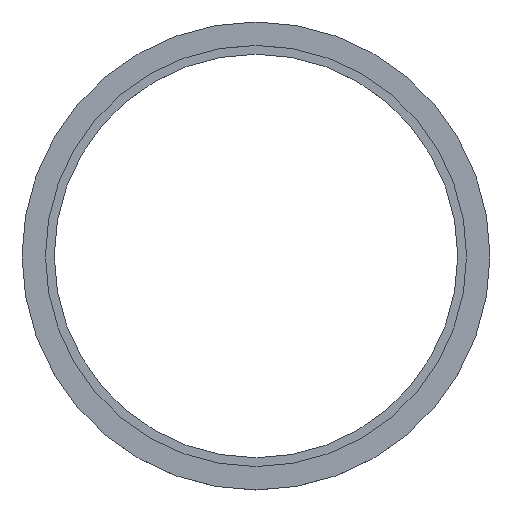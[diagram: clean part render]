
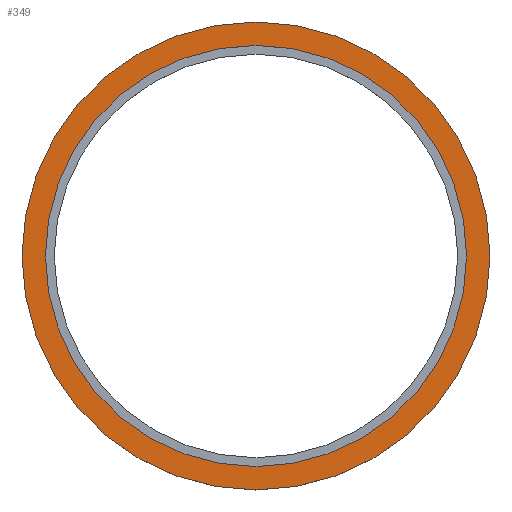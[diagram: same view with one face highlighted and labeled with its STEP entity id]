
A CAD part, top view. The second image highlights one B-rep face of the part: STEP entity #349.
In plain terms, the highlighted planar face has unit normal (0, 0, 1).
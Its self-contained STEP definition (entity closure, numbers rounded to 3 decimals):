
#3 = AXIS2_PLACEMENT_3D ( 'NONE', #593, #28, #64 ) ;
#6 = CARTESIAN_POINT ( 'NONE',  ( -145., 0., 0. ) ) ;
#13 = ORIENTED_EDGE ( 'NONE', *, *, #546, .F. ) ;
#28 = DIRECTION ( 'NONE',  ( 0., 0., 1. ) ) ;
#60 = VERTEX_POINT ( 'NONE', #474 ) ;
#64 = DIRECTION ( 'NONE',  ( 1., 0., 0. ) ) ;
#76 = VERTEX_POINT ( 'NONE', #388 ) ;
#79 = DIRECTION ( 'NONE',  ( 1., 0., 0. ) ) ;
#81 = DIRECTION ( 'NONE',  ( 0., 0., 1. ) ) ;
#85 = CARTESIAN_POINT ( 'NONE',  ( 0., 0., 0. ) ) ;
#105 = CIRCLE ( 'NONE', #364, 130.5 ) ;
#169 = AXIS2_PLACEMENT_3D ( 'NONE', #423, #235, #239 ) ;
#235 = DIRECTION ( 'NONE',  ( 0., 0., 1. ) ) ;
#239 = DIRECTION ( 'NONE',  ( 1., 0., 0. ) ) ;
#249 = CIRCLE ( 'NONE', #330, 145. ) ;
#272 = DIRECTION ( 'NONE',  ( 1., 0., 0. ) ) ;
#276 = DIRECTION ( 'NONE',  ( 0., 0., 1. ) ) ;
#278 = CARTESIAN_POINT ( 'NONE',  ( 0., 0., 0. ) ) ;
#301 = DIRECTION ( 'NONE',  ( -1., 0., 0. ) ) ;
#308 = ORIENTED_EDGE ( 'NONE', *, *, #488, .T. ) ;
#309 = EDGE_LOOP ( 'NONE', ( #470, #308 ) ) ;
#311 = PLANE ( 'NONE',  #481 ) ;
#323 = EDGE_LOOP ( 'NONE', ( #13, #333 ) ) ;
#330 = AXIS2_PLACEMENT_3D ( 'NONE', #278, #276, #272 ) ;
#333 = ORIENTED_EDGE ( 'NONE', *, *, #458, .F. ) ;
#345 = DIRECTION ( 'NONE',  ( 0., 0., -1. ) ) ;
#349 = ADVANCED_FACE ( 'NONE', ( #460, #479 ), #311, .F. ) ;
#351 = VERTEX_POINT ( 'NONE', #361 ) ;
#361 = CARTESIAN_POINT ( 'NONE',  ( -130.5, 0., 0. ) ) ;
#364 = AXIS2_PLACEMENT_3D ( 'NONE', #85, #81, #79 ) ;
#366 = CARTESIAN_POINT ( 'NONE',  ( 0., 130.5, 0. ) ) ;
#367 = CIRCLE ( 'NONE', #169, 145. ) ;
#388 = CARTESIAN_POINT ( 'NONE',  ( 145., 0., 0. ) ) ;
#404 = VERTEX_POINT ( 'NONE', #6 ) ;
#409 = CIRCLE ( 'NONE', #3, 130.5 ) ;
#423 = CARTESIAN_POINT ( 'NONE',  ( 0., 0., 0. ) ) ;
#458 = EDGE_CURVE ( 'NONE', #351, #60, #409, .T. ) ;
#460 = FACE_BOUND ( 'NONE', #323, .T. ) ;
#470 = ORIENTED_EDGE ( 'NONE', *, *, #536, .T. ) ;
#474 = CARTESIAN_POINT ( 'NONE',  ( 130.5, 0., 0. ) ) ;
#479 = FACE_OUTER_BOUND ( 'NONE', #309, .T. ) ;
#481 = AXIS2_PLACEMENT_3D ( 'NONE', #366, #345, #301 ) ;
#488 = EDGE_CURVE ( 'NONE', #404, #76, #367, .T. ) ;
#536 = EDGE_CURVE ( 'NONE', #76, #404, #249, .T. ) ;
#546 = EDGE_CURVE ( 'NONE', #60, #351, #105, .T. ) ;
#593 = CARTESIAN_POINT ( 'NONE',  ( 0., 0., 0. ) ) ;
